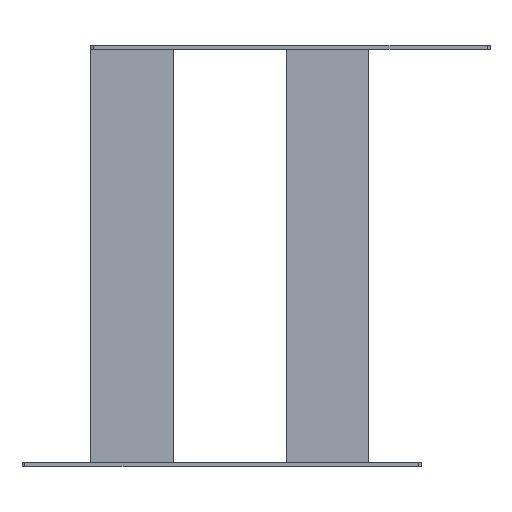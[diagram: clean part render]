
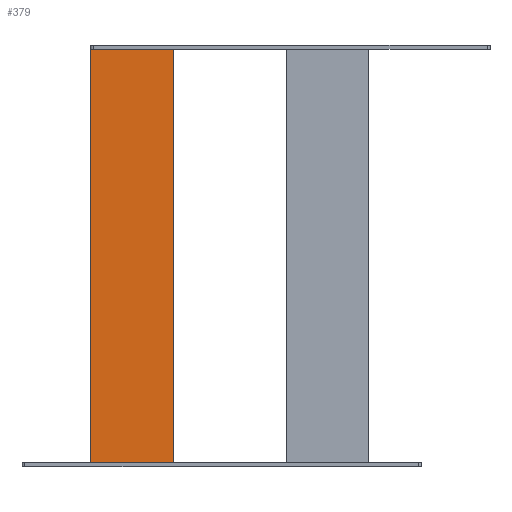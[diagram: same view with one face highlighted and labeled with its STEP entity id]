
A CAD part, left-side view. The second image highlights one B-rep face of the part: STEP entity #379.
In plain terms, the highlighted face is planar.
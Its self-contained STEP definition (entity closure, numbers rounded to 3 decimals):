
#49=PLANE('',#462);
#69=FACE_OUTER_BOUND('',#89,.T.);
#89=EDGE_LOOP('',(#335,#336,#337,#338));
#129=LINE('',#671,#169);
#130=LINE('',#674,#170);
#131=LINE('',#676,#171);
#132=LINE('',#677,#172);
#169=VECTOR('',#558,10.);
#170=VECTOR('',#561,10.);
#171=VECTOR('',#562,10.);
#172=VECTOR('',#563,10.);
#211=VERTEX_POINT('',#667);
#212=VERTEX_POINT('',#669);
#213=VERTEX_POINT('',#673);
#214=VERTEX_POINT('',#675);
#257=EDGE_CURVE('',#211,#212,#129,.T.);
#258=EDGE_CURVE('',#213,#211,#130,.T.);
#259=EDGE_CURVE('',#214,#212,#131,.T.);
#260=EDGE_CURVE('',#213,#214,#132,.T.);
#335=ORIENTED_EDGE('',*,*,#258,.T.);
#336=ORIENTED_EDGE('',*,*,#257,.T.);
#337=ORIENTED_EDGE('',*,*,#259,.F.);
#338=ORIENTED_EDGE('',*,*,#260,.F.);
#379=ADVANCED_FACE('',(#69),#49,.T.);
#462=AXIS2_PLACEMENT_3D('',#672,#559,#560);
#558=DIRECTION('',(0.,0.,1.));
#559=DIRECTION('center_axis',(0.,1.,0.));
#560=DIRECTION('ref_axis',(-1.,0.,0.));
#561=DIRECTION('',(-1.,0.,0.));
#562=DIRECTION('',(-1.,0.,0.));
#563=DIRECTION('',(0.,0.,1.));
#667=CARTESIAN_POINT('',(0.,40.,0.));
#669=CARTESIAN_POINT('',(0.,40.,300.));
#671=CARTESIAN_POINT('',(0.,40.,0.));
#672=CARTESIAN_POINT('Origin',(60.,40.,0.));
#673=CARTESIAN_POINT('',(60.,40.,0.));
#674=CARTESIAN_POINT('',(60.,40.,0.));
#675=CARTESIAN_POINT('',(60.,40.,300.));
#676=CARTESIAN_POINT('',(60.,40.,300.));
#677=CARTESIAN_POINT('',(60.,40.,0.));
